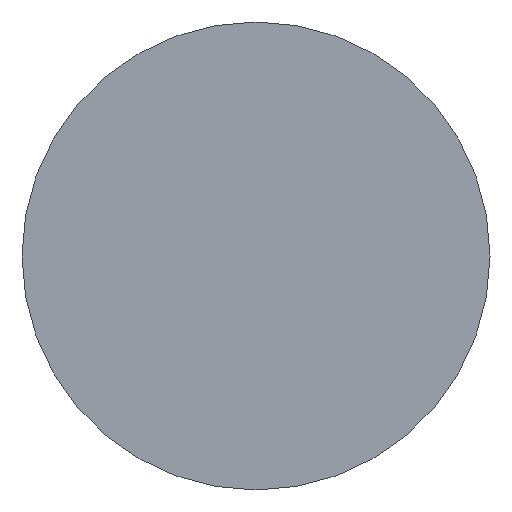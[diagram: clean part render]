
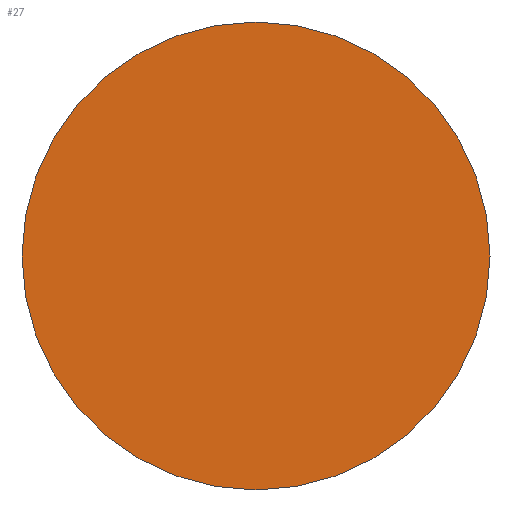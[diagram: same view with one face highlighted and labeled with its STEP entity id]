
A CAD part, left-side view. The second image highlights one B-rep face of the part: STEP entity #27.
In plain terms, the highlighted planar face has unit normal (-1, 0, 0).
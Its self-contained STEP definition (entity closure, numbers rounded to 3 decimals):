
#6 = EDGE_CURVE ( 'NONE', #92, #130, #160, .T. ) ;
#12 = EDGE_CURVE ( 'NONE', #130, #92, #111, .T. ) ;
#14 = CARTESIAN_POINT ( 'NONE',  ( 226.893, 130.519, 0. ) ) ;
#19 = CARTESIAN_POINT ( 'NONE',  ( 226.893, 130.519, -31.5 ) ) ;
#27 = ADVANCED_FACE ( 'NONE', ( #86 ), #44, .F. ) ;
#33 = ORIENTED_EDGE ( 'NONE', *, *, #12, .T. ) ;
#35 = AXIS2_PLACEMENT_3D ( 'NONE', #174, #46, #64 ) ;
#36 = CARTESIAN_POINT ( 'NONE',  ( 226.893, 130.519, 0. ) ) ;
#44 = PLANE ( 'NONE',  #128 ) ;
#46 = DIRECTION ( 'NONE',  ( -1., 0., 0. ) ) ;
#55 = CARTESIAN_POINT ( 'NONE',  ( 226.893, 130.519, 31.5 ) ) ;
#64 = DIRECTION ( 'NONE',  ( 0., 0., 1. ) ) ;
#66 = DIRECTION ( 'NONE',  ( 1., 0., 0. ) ) ;
#75 = AXIS2_PLACEMENT_3D ( 'NONE', #14, #115, #90 ) ;
#77 = DIRECTION ( 'NONE',  ( 0., 0., -1. ) ) ;
#86 = FACE_OUTER_BOUND ( 'NONE', #169, .T. ) ;
#90 = DIRECTION ( 'NONE',  ( 0., 0., 1. ) ) ;
#92 = VERTEX_POINT ( 'NONE', #19 ) ;
#111 = CIRCLE ( 'NONE', #75, 31.5 ) ;
#115 = DIRECTION ( 'NONE',  ( -1., 0., 0. ) ) ;
#128 = AXIS2_PLACEMENT_3D ( 'NONE', #36, #66, #77 ) ;
#130 = VERTEX_POINT ( 'NONE', #55 ) ;
#159 = ORIENTED_EDGE ( 'NONE', *, *, #6, .T. ) ;
#160 = CIRCLE ( 'NONE', #35, 31.5 ) ;
#169 = EDGE_LOOP ( 'NONE', ( #33, #159 ) ) ;
#174 = CARTESIAN_POINT ( 'NONE',  ( 226.893, 130.519, 0. ) ) ;
